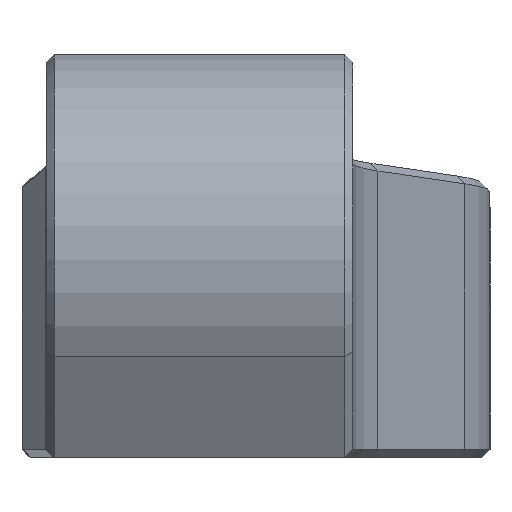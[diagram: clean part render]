
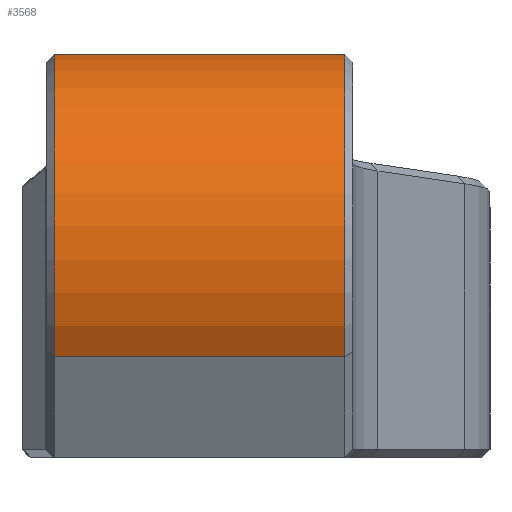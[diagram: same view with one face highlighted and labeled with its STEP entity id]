
A CAD part, left-side view. The second image highlights one B-rep face of the part: STEP entity #3568.
In plain terms, the highlighted cylindrical face has radius 12.5 mm (diameter 25 mm), a partial arc.
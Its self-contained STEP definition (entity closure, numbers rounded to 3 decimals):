
#126=CIRCLE('',#3814,12.5);
#129=CIRCLE('',#3829,12.5);
#166=CYLINDRICAL_SURFACE('',#3847,12.5);
#452=FACE_OUTER_BOUND('',#676,.T.);
#676=EDGE_LOOP('',(#3158,#3159,#3160,#3161));
#973=LINE('',#6387,#1326);
#1124=LINE('',#7064,#1477);
#1326=VECTOR('',#4257,10.);
#1477=VECTOR('',#4666,10.);
#1685=VERTEX_POINT('',#6384);
#1686=VERTEX_POINT('',#6386);
#1762=VERTEX_POINT('',#6756);
#1775=VERTEX_POINT('',#6905);
#2069=EDGE_CURVE('',#1686,#1685,#973,.T.);
#2213=EDGE_CURVE('',#1686,#1762,#126,.T.);
#2243=EDGE_CURVE('',#1775,#1685,#129,.T.);
#2275=EDGE_CURVE('',#1762,#1775,#1124,.T.);
#3158=ORIENTED_EDGE('',*,*,#2213,.F.);
#3159=ORIENTED_EDGE('',*,*,#2069,.T.);
#3160=ORIENTED_EDGE('',*,*,#2243,.F.);
#3161=ORIENTED_EDGE('',*,*,#2275,.F.);
#3568=ADVANCED_FACE('',(#452),#166,.T.);
#3814=AXIS2_PLACEMENT_3D('',#6757,#4552,#4553);
#3829=AXIS2_PLACEMENT_3D('',#6911,#4605,#4606);
#3847=AXIS2_PLACEMENT_3D('',#7063,#4664,#4665);
#4257=DIRECTION('',(0.,1.,0.));
#4552=DIRECTION('center_axis',(0.,-1.,0.));
#4553=DIRECTION('ref_axis',(-1.,0.,0.));
#4605=DIRECTION('center_axis',(0.,1.,0.));
#4606=DIRECTION('ref_axis',(-1.,0.,0.));
#4664=DIRECTION('center_axis',(0.,1.,0.));
#4665=DIRECTION('ref_axis',(-1.,0.,0.));
#4666=DIRECTION('',(0.,1.,0.));
#6384=CARTESIAN_POINT('',(1.041,12.5,12.457));
#6386=CARTESIAN_POINT('',(1.041,-5.5,12.457));
#6387=CARTESIAN_POINT('',(1.041,0.,12.457));
#6756=CARTESIAN_POINT('',(-10.825,-5.5,-6.25));
#6757=CARTESIAN_POINT('Origin',(0.,-5.5,0.));
#6905=CARTESIAN_POINT('',(-10.825,12.5,-6.25));
#6911=CARTESIAN_POINT('Origin',(0.,12.5,0.));
#7063=CARTESIAN_POINT('Origin',(0.,0.,0.));
#7064=CARTESIAN_POINT('',(-10.825,0.,-6.25));
